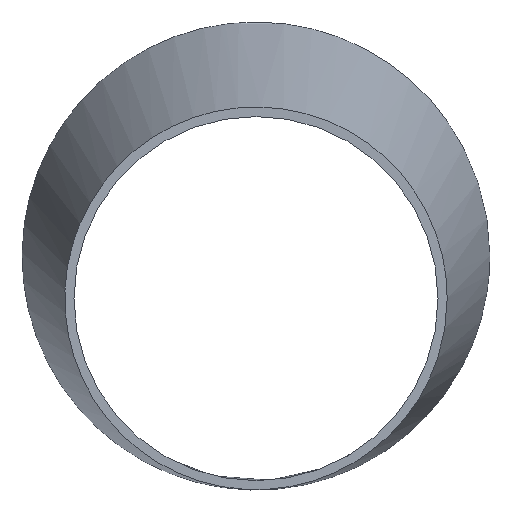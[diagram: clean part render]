
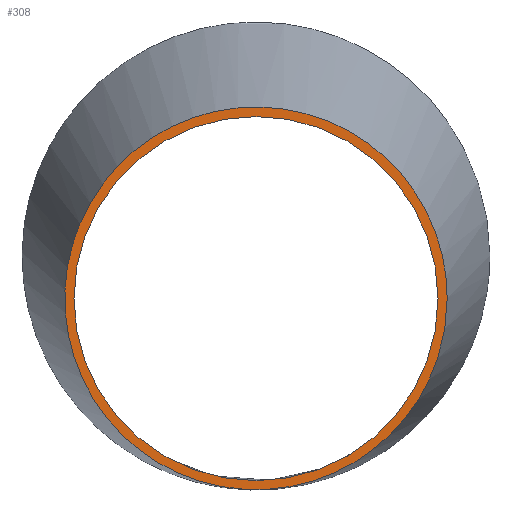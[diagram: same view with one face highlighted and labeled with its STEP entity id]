
A CAD part, top view. The second image highlights one B-rep face of the part: STEP entity #308.
In plain terms, the highlighted planar face has unit normal (0, 0, 1).
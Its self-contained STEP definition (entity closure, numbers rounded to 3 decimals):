
#234=CARTESIAN_POINT('',(40.5,0.,0.0));
#235=VERTEX_POINT('',#234);
#243=CARTESIAN_POINT('',(0.0,0.0,0.0));
#244=DIRECTION('',(0.0,0.0,-1.0));
#245=DIRECTION('',(-1.0,0.0,0.0));
#246=AXIS2_PLACEMENT_3D('',#243,#244,#245);
#247=CIRCLE('',#246,40.5);
#248=EDGE_CURVE('',#235,#235,#247,.T.);
#254=CARTESIAN_POINT('',(0.0,0.0,0.0));
#255=DIRECTION('',(0.0,0.0,-1.0));
#256=DIRECTION('',(-1.0,0.0,0.0));
#257=AXIS2_PLACEMENT_3D('',#254,#255,#256);
#258=PLANE('',#257);
#259=CARTESIAN_POINT('',(42.532,0.064,0.));
#260=VERTEX_POINT('',#259);
#261=CARTESIAN_POINT('',(42.532,0.064,0.));
#262=CARTESIAN_POINT('',(42.532,-4.912,0.));
#263=CARTESIAN_POINT('',(41.66,-9.854,0.));
#264=CARTESIAN_POINT('',(38.051,-19.745,0.));
#265=CARTESIAN_POINT('',(35.151,-24.532,0.));
#266=CARTESIAN_POINT('',(27.683,-32.722,0.));
#267=CARTESIAN_POINT('',(23.186,-36.047,0.));
#268=CARTESIAN_POINT('',(15.346,-39.757,0.));
#269=CARTESIAN_POINT('',(12.373,-40.78,0.));
#270=CARTESIAN_POINT('',(6.258,-42.153,0.));
#271=CARTESIAN_POINT('',(3.134,-42.5,0.));
#272=CARTESIAN_POINT('',(0.,-42.5,0.));
#273=CARTESIAN_POINT('',(-5.535,-42.5,0.));
#274=CARTESIAN_POINT('',(-11.016,-41.419,0.));
#275=CARTESIAN_POINT('',(-21.259,-37.215,0.));
#276=CARTESIAN_POINT('',(-25.922,-34.133,0.));
#277=CARTESIAN_POINT('',(-33.808,-26.35,0.));
#278=CARTESIAN_POINT('',(-36.955,-21.724,0.));
#279=CARTESIAN_POINT('',(-41.299,-11.524,0.));
#280=CARTESIAN_POINT('',(-42.455,-6.046,0.));
#281=CARTESIAN_POINT('',(-42.602,5.045,0.));
#282=CARTESIAN_POINT('',(-41.592,10.552,0.));
#283=CARTESIAN_POINT('',(-37.518,20.866,0.));
#284=CARTESIAN_POINT('',(-34.494,25.575,0.));
#285=CARTESIAN_POINT('',(-26.814,33.565,0.));
#286=CARTESIAN_POINT('',(-22.233,36.77,0.));
#287=CARTESIAN_POINT('',(-12.101,41.242,0.));
#288=CARTESIAN_POINT('',(-6.649,42.467,0.));
#289=CARTESIAN_POINT('',(4.418,42.758,0.));
#290=CARTESIAN_POINT('',(9.927,41.82,0.));
#291=CARTESIAN_POINT('',(20.277,37.887,0.));
#292=CARTESIAN_POINT('',(25.019,34.928,0.));
#293=CARTESIAN_POINT('',(33.105,27.355,0.));
#294=CARTESIAN_POINT('',(36.371,22.814,0.));
#295=CARTESIAN_POINT('',(40.982,12.732,0.));
#296=CARTESIAN_POINT('',(42.28,7.287,0.));
#297=CARTESIAN_POINT('',(42.521,1.186,0.));
#298=CARTESIAN_POINT('',(42.532,0.625,0.));
#299=CARTESIAN_POINT('',(42.532,0.064,0.));
#300=B_SPLINE_CURVE_WITH_KNOTS('',3,(#261,#262,#263,#264,#265,#266,#267,#268,#269,#270,#271,#272,#273,#274,#275,#276,#277,#278,#279,#280,#281,#282,#283,#284,#285,#286,#287,#288,#289,#290,#291,#292,#293,#294,#295,#296,#297,#298,#299),.UNSPECIFIED.,.T.,.U.,(4,2,2,2,2,3,2,2,2,2,2,2,2,2,2,2,2,2,4),(20.113,21.608,23.271,24.933,25.873,26.814,28.474,30.135,31.798,33.461,35.125,36.788,38.45,40.11,41.771,43.432,45.094,46.758,46.926),.UNSPECIFIED.);
#301=EDGE_CURVE('',#260,#260,#300,.T.);
#302=ORIENTED_EDGE('',*,*,#301,.F.);
#303=EDGE_LOOP('',(#302));
#304=FACE_OUTER_BOUND('',#303,.T.);
#305=ORIENTED_EDGE('',*,*,#248,.T.);
#306=EDGE_LOOP('',(#305));
#307=FACE_BOUND('',#306,.T.);
#308=ADVANCED_FACE('',(#304,#307),#258,.F.);
